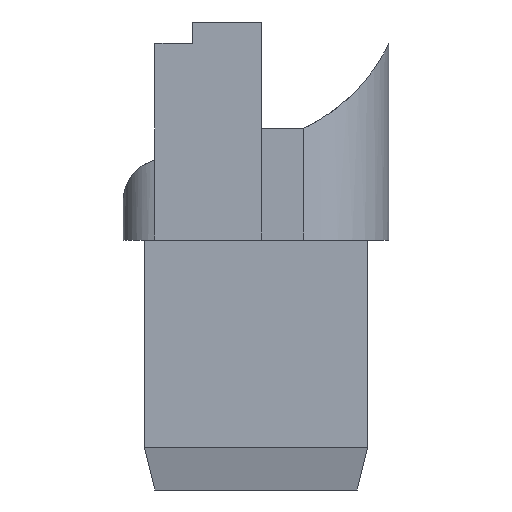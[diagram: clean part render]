
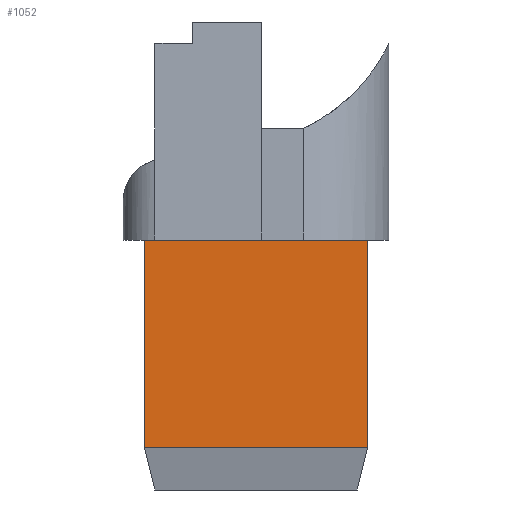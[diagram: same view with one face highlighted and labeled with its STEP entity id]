
A CAD part, left-side view. The second image highlights one B-rep face of the part: STEP entity #1052.
In plain terms, the highlighted planar face has unit normal (-1, 0, 0).
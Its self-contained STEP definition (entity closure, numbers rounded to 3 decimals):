
#80=FACE_OUTER_BOUND('',#141,.T.);
#141=EDGE_LOOP('',(#722,#723,#724,#725));
#220=LINE('',#1535,#340);
#221=LINE('',#1538,#341);
#222=LINE('',#1540,#342);
#223=LINE('',#1541,#343);
#340=VECTOR('',#1228,21.);
#341=VECTOR('',#1231,19.5);
#342=VECTOR('',#1232,21.);
#343=VECTOR('',#1233,19.5);
#447=VERTEX_POINT('',#1503);
#459=VERTEX_POINT('',#1533);
#460=VERTEX_POINT('',#1537);
#461=VERTEX_POINT('',#1539);
#562=EDGE_CURVE('',#459,#447,#220,.T.);
#563=EDGE_CURVE('',#460,#459,#221,.T.);
#564=EDGE_CURVE('',#461,#460,#222,.T.);
#565=EDGE_CURVE('',#447,#461,#223,.T.);
#722=ORIENTED_EDGE('',*,*,#562,.F.);
#723=ORIENTED_EDGE('',*,*,#563,.F.);
#724=ORIENTED_EDGE('',*,*,#564,.F.);
#725=ORIENTED_EDGE('',*,*,#565,.F.);
#1010=PLANE('',#1116);
#1052=ADVANCED_FACE('',(#80),#1010,.T.);
#1116=AXIS2_PLACEMENT_3D('',#1536,#1229,#1230);
#1228=DIRECTION('',(0.,1.,0.));
#1229=DIRECTION('center_axis',(-1.,0.,0.));
#1230=DIRECTION('ref_axis',(0.,-1.,0.));
#1231=DIRECTION('',(0.,0.,-1.));
#1232=DIRECTION('',(0.,-1.,0.));
#1233=DIRECTION('',(0.,0.,1.));
#1503=CARTESIAN_POINT('',(-10.5,10.5,-7.75));
#1533=CARTESIAN_POINT('',(-10.5,-10.5,-7.75));
#1535=CARTESIAN_POINT('',(-10.5,5.25,-7.75));
#1536=CARTESIAN_POINT('Origin',(-10.5,10.5,0.));
#1537=CARTESIAN_POINT('',(-10.5,-10.5,11.75));
#1538=CARTESIAN_POINT('',(-10.5,-10.5,0.));
#1539=CARTESIAN_POINT('',(-10.5,10.5,11.75));
#1540=CARTESIAN_POINT('',(-10.5,-10.5,11.75));
#1541=CARTESIAN_POINT('',(-10.5,10.5,0.));
